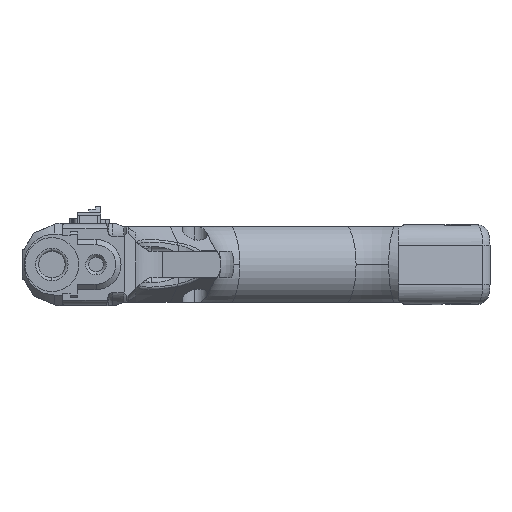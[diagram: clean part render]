
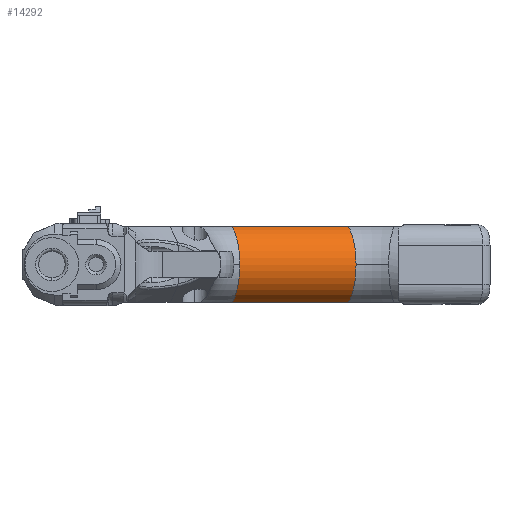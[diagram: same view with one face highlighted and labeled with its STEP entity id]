
A CAD part, left-side view. The second image highlights one B-rep face of the part: STEP entity #14292.
In plain terms, the highlighted cylindrical face has radius 13.826 mm (diameter 27.651 mm), a partial arc.
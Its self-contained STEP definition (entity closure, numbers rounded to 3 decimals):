
#16 = CIRCLE ( 'NONE', #15445, 13.826 ) ;
#234 = CARTESIAN_POINT ( 'NONE',  ( -9.367, 56.658, 12.8 ) ) ;
#422 = LINE ( 'NONE', #234, #13452 ) ;
#803 = AXIS2_PLACEMENT_3D ( 'NONE', #2629, #12214, #11006 ) ;
#1100 = EDGE_CURVE ( 'NONE', #11990, #15846, #2462, .T. ) ;
#1585 = ORIENTED_EDGE ( 'NONE', *, *, #12403, .F. ) ;
#1604 = DIRECTION ( 'NONE',  ( 0.309, -0.951, 0. ) ) ;
#2109 = CIRCLE ( 'NONE', #5611, 13.826 ) ;
#2462 = CIRCLE ( 'NONE', #3310, 13.826 ) ;
#2629 = CARTESIAN_POINT ( 'NONE',  ( -4.397, 58.272, 0. ) ) ;
#2647 = DIRECTION ( 'NONE',  ( -0.951, -0.309, 0. ) ) ;
#3201 = ORIENTED_EDGE ( 'NONE', *, *, #1100, .T. ) ;
#3310 = AXIS2_PLACEMENT_3D ( 'NONE', #9782, #4220, #6887 ) ;
#3571 = EDGE_CURVE ( 'NONE', #16726, #7379, #10996, .T. ) ;
#3605 = CARTESIAN_POINT ( 'NONE',  ( -9.367, 56.658, -12.8 ) ) ;
#4116 = DIRECTION ( 'NONE',  ( -0.951, -0.309, 0. ) ) ;
#4220 = DIRECTION ( 'NONE',  ( 0.309, -0.951, 0. ) ) ;
#4345 = EDGE_CURVE ( 'NONE', #15846, #16726, #8829, .T. ) ;
#4424 = CARTESIAN_POINT ( 'NONE',  ( -17.546, 54., 0. ) ) ;
#4473 = DIRECTION ( 'NONE',  ( -0.951, -0.309, 0. ) ) ;
#4833 = ORIENTED_EDGE ( 'NONE', *, *, #3571, .T. ) ;
#5449 = VECTOR ( 'NONE', #10910, 1000. ) ;
#5611 = AXIS2_PLACEMENT_3D ( 'NONE', #12487, #9497, #2647 ) ;
#5734 = VERTEX_POINT ( 'NONE', #12982 ) ;
#5755 = DIRECTION ( 'NONE',  ( 0.309, -0.951, 0. ) ) ;
#6791 = CARTESIAN_POINT ( 'NONE',  ( 8.438, 18.772, 0. ) ) ;
#6871 = CARTESIAN_POINT ( 'NONE',  ( -4.397, 58.272, 0. ) ) ;
#6887 = DIRECTION ( 'NONE',  ( -0.951, -0.309, 0. ) ) ;
#7379 = VERTEX_POINT ( 'NONE', #17253 ) ;
#8031 = FACE_OUTER_BOUND ( 'NONE', #15519, .T. ) ;
#8119 = CYLINDRICAL_SURFACE ( 'NONE', #803, 13.826 ) ;
#8418 = EDGE_CURVE ( 'NONE', #13720, #5734, #2109, .T. ) ;
#8641 = ORIENTED_EDGE ( 'NONE', *, *, #8418, .F. ) ;
#8829 = CIRCLE ( 'NONE', #10572, 13.826 ) ;
#9497 = DIRECTION ( 'NONE',  ( 0.309, -0.951, 0. ) ) ;
#9681 = DIRECTION ( 'NONE',  ( 0.309, -0.951, 0. ) ) ;
#9782 = CARTESIAN_POINT ( 'NONE',  ( -4.397, 58.272, 0. ) ) ;
#10572 = AXIS2_PLACEMENT_3D ( 'NONE', #6871, #5755, #4473 ) ;
#10889 = CARTESIAN_POINT ( 'NONE',  ( -9.367, 56.658, 12.8 ) ) ;
#10910 = DIRECTION ( 'NONE',  ( 0.309, -0.951, 0. ) ) ;
#10938 = CARTESIAN_POINT ( 'NONE',  ( 3.468, 17.158, 12.8 ) ) ;
#10996 = LINE ( 'NONE', #15117, #5449 ) ;
#11006 = DIRECTION ( 'NONE',  ( 0.951, 0.309, 0. ) ) ;
#11990 = VERTEX_POINT ( 'NONE', #10889 ) ;
#12214 = DIRECTION ( 'NONE',  ( 0.309, -0.951, 0. ) ) ;
#12403 = EDGE_CURVE ( 'NONE', #5734, #7379, #16, .T. ) ;
#12487 = CARTESIAN_POINT ( 'NONE',  ( 8.438, 18.772, 0. ) ) ;
#12982 = CARTESIAN_POINT ( 'NONE',  ( -4.711, 14.5, 0. ) ) ;
#13452 = VECTOR ( 'NONE', #1604, 1000. ) ;
#13607 = ORIENTED_EDGE ( 'NONE', *, *, #17892, .F. ) ;
#13720 = VERTEX_POINT ( 'NONE', #10938 ) ;
#14292 = ADVANCED_FACE ( 'NONE', ( #8031 ), #8119, .T. ) ;
#15117 = CARTESIAN_POINT ( 'NONE',  ( -9.367, 56.658, -12.8 ) ) ;
#15445 = AXIS2_PLACEMENT_3D ( 'NONE', #6791, #9681, #4116 ) ;
#15519 = EDGE_LOOP ( 'NONE', ( #3201, #15692, #4833, #1585, #8641, #13607 ) ) ;
#15692 = ORIENTED_EDGE ( 'NONE', *, *, #4345, .T. ) ;
#15846 = VERTEX_POINT ( 'NONE', #4424 ) ;
#16726 = VERTEX_POINT ( 'NONE', #3605 ) ;
#17253 = CARTESIAN_POINT ( 'NONE',  ( 3.468, 17.158, -12.8 ) ) ;
#17892 = EDGE_CURVE ( 'NONE', #11990, #13720, #422, .T. ) ;
